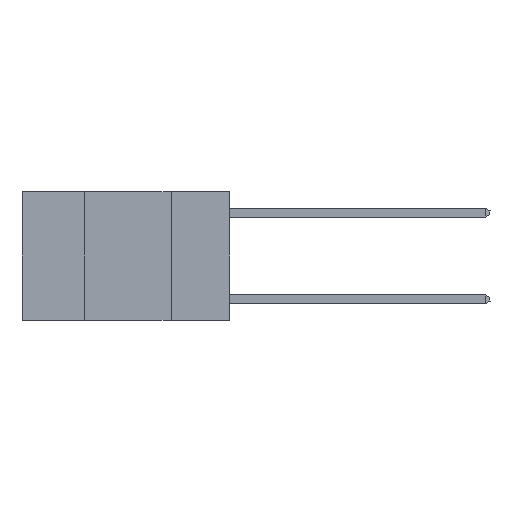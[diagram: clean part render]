
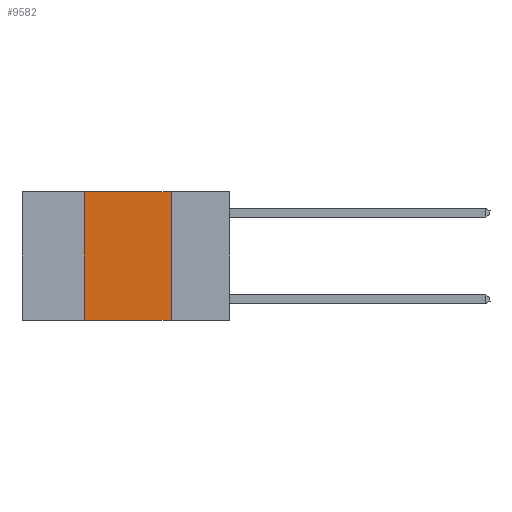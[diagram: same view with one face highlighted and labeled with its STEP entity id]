
A CAD part, left-side view. The second image highlights one B-rep face of the part: STEP entity #9582.
In plain terms, the highlighted planar face has unit normal (-1, 0, 0).
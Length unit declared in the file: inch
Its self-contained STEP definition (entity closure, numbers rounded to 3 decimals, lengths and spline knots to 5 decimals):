
#274 = DIRECTION ( 'NONE',  ( 1., 0., 0. ) ) ;
#509 = DIRECTION ( 'NONE',  ( 0., -1., 0. ) ) ;
#862 = VECTOR ( 'NONE', #9924, 39.37008 ) ;
#1573 = CARTESIAN_POINT ( 'NONE',  ( 0., 0.6, 0. ) ) ;
#1749 = ORIENTED_EDGE ( 'NONE', *, *, #2533, .T. ) ;
#2124 = EDGE_LOOP ( 'NONE', ( #8871, #9685, #3297, #1749 ) ) ;
#2209 = VECTOR ( 'NONE', #509, 39.37008 ) ;
#2533 = EDGE_CURVE ( 'NONE', #5347, #4764, #2598, .T. ) ;
#2598 = LINE ( 'NONE', #11698, #2209 ) ;
#2817 = AXIS2_PLACEMENT_3D ( 'NONE', #3912, #274, #10544 ) ;
#3222 = EDGE_CURVE ( 'NONE', #11471, #4764, #6300, .T. ) ;
#3297 = ORIENTED_EDGE ( 'NONE', *, *, #4844, .F. ) ;
#3314 = DIRECTION ( 'NONE',  ( 0., 0., 1. ) ) ;
#3902 = CARTESIAN_POINT ( 'NONE',  ( 0., 0.17, -0.37 ) ) ;
#3912 = CARTESIAN_POINT ( 'NONE',  ( 0., 0.6, 0. ) ) ;
#4764 = VERTEX_POINT ( 'NONE', #3902 ) ;
#4844 = EDGE_CURVE ( 'NONE', #5347, #8888, #7035, .T. ) ;
#4927 = VECTOR ( 'NONE', #8098, 39.37008 ) ;
#5198 = CARTESIAN_POINT ( 'NONE',  ( 0., 0.42, -0.37 ) ) ;
#5347 = VERTEX_POINT ( 'NONE', #5198 ) ;
#6067 = VECTOR ( 'NONE', #3314, 39.37008 ) ;
#6300 = LINE ( 'NONE', #10945, #4927 ) ;
#6350 = EDGE_CURVE ( 'NONE', #8888, #11471, #9864, .T. ) ;
#6916 = FACE_OUTER_BOUND ( 'NONE', #2124, .T. ) ;
#7035 = LINE ( 'NONE', #10568, #6067 ) ;
#8098 = DIRECTION ( 'NONE',  ( 0., 0., -1. ) ) ;
#8871 = ORIENTED_EDGE ( 'NONE', *, *, #3222, .F. ) ;
#8888 = VERTEX_POINT ( 'NONE', #11087 ) ;
#9494 = PLANE ( 'NONE',  #2817 ) ;
#9582 = ADVANCED_FACE ( 'NONE', ( #6916 ), #9494, .F. ) ;
#9685 = ORIENTED_EDGE ( 'NONE', *, *, #6350, .F. ) ;
#9864 = LINE ( 'NONE', #1573, #862 ) ;
#9924 = DIRECTION ( 'NONE',  ( 0., -1., 0. ) ) ;
#10364 = CARTESIAN_POINT ( 'NONE',  ( 0., 0.17, 0. ) ) ;
#10544 = DIRECTION ( 'NONE',  ( 0., 0., -1. ) ) ;
#10568 = CARTESIAN_POINT ( 'NONE',  ( 0., 0.42, 0. ) ) ;
#10945 = CARTESIAN_POINT ( 'NONE',  ( 0., 0.17, 0. ) ) ;
#11087 = CARTESIAN_POINT ( 'NONE',  ( 0., 0.42, 0. ) ) ;
#11471 = VERTEX_POINT ( 'NONE', #10364 ) ;
#11698 = CARTESIAN_POINT ( 'NONE',  ( 0., 0.6, -0.37 ) ) ;
